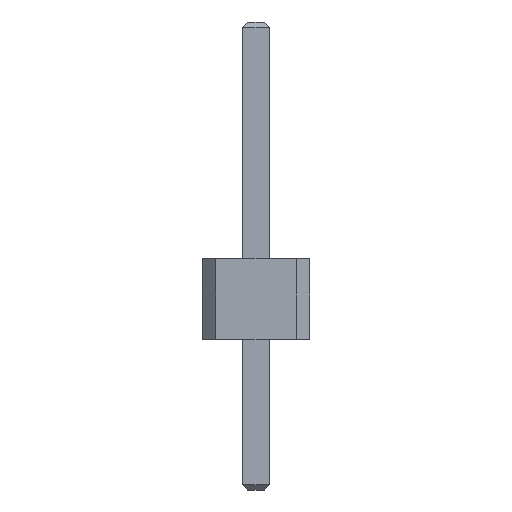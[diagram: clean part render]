
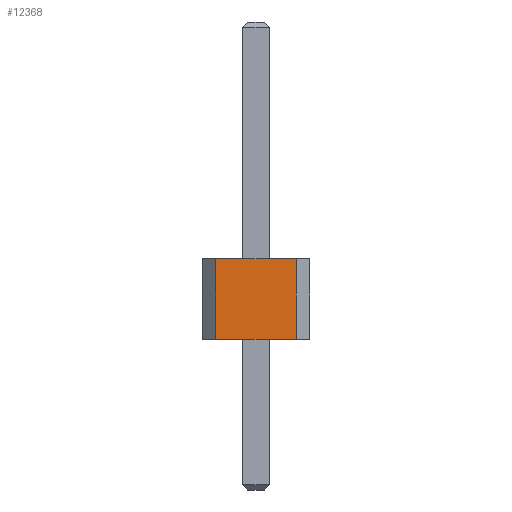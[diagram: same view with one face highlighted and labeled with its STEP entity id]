
A CAD part, front view. The second image highlights one B-rep face of the part: STEP entity #12368.
In plain terms, the highlighted planar face has unit normal (0, -1, 0).
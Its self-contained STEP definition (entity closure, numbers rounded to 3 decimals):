
#44 = PLANE('',#45);
#45 = AXIS2_PLACEMENT_3D('',#46,#47,#48);
#46 = CARTESIAN_POINT('',(-1.,0.75,0.));
#47 = DIRECTION('',(0.,0.,-1.));
#48 = DIRECTION('',(0.,1.,0.));
#100 = PLANE('',#101);
#101 = AXIS2_PLACEMENT_3D('',#102,#103,#104);
#102 = CARTESIAN_POINT('',(-1.,0.75,1.5));
#103 = DIRECTION('',(0.,0.,-1.));
#104 = DIRECTION('',(-1.,0.,0.));
#1673 = VERTEX_POINT('',#1674);
#1674 = CARTESIAN_POINT('',(0.75,-35.,0.));
#1688 = PLANE('',#1689);
#1689 = AXIS2_PLACEMENT_3D('',#1690,#1691,#1692);
#1690 = CARTESIAN_POINT('',(0.875,-34.875,0.));
#1691 = DIRECTION('',(0.707,-0.707,0.));
#1692 = DIRECTION('',(0.,0.,-1.));
#1700 = EDGE_CURVE('',#1701,#1673,#1703,.T.);
#1701 = VERTEX_POINT('',#1702);
#1702 = CARTESIAN_POINT('',(-0.75,-35.,0.));
#1703 = SURFACE_CURVE('',#1704,(#1708,#1715),.PCURVE_S1.);
#1704 = LINE('',#1705,#1706);
#1705 = CARTESIAN_POINT('',(-1.,-35.,0.));
#1706 = VECTOR('',#1707,1.);
#1707 = DIRECTION('',(1.,0.,0.));
#1708 = PCURVE('',#44,#1709);
#1709 = DEFINITIONAL_REPRESENTATION('',(#1710),#1714);
#1710 = LINE('',#1711,#1712);
#1711 = CARTESIAN_POINT('',(-35.75,0.));
#1712 = VECTOR('',#1713,1.);
#1713 = DIRECTION('',(0.,1.));
#1714 = ( GEOMETRIC_REPRESENTATION_CONTEXT(2) 
PARAMETRIC_REPRESENTATION_CONTEXT() REPRESENTATION_CONTEXT('2D SPACE',''
  ) );
#1715 = PCURVE('',#1716,#1721);
#1716 = PLANE('',#1717);
#1717 = AXIS2_PLACEMENT_3D('',#1718,#1719,#1720);
#1718 = CARTESIAN_POINT('',(-1.,-35.,0.));
#1719 = DIRECTION('',(0.,1.,0.));
#1720 = DIRECTION('',(1.,0.,0.));
#1721 = DEFINITIONAL_REPRESENTATION('',(#1722),#1726);
#1722 = LINE('',#1723,#1724);
#1723 = CARTESIAN_POINT('',(0.,0.));
#1724 = VECTOR('',#1725,1.);
#1725 = DIRECTION('',(1.,0.));
#1726 = ( GEOMETRIC_REPRESENTATION_CONTEXT(2) 
PARAMETRIC_REPRESENTATION_CONTEXT() REPRESENTATION_CONTEXT('2D SPACE',''
  ) );
#1744 = PLANE('',#1745);
#1745 = AXIS2_PLACEMENT_3D('',#1746,#1747,#1748);
#1746 = CARTESIAN_POINT('',(-0.875,-34.875,0.));
#1747 = DIRECTION('',(-0.707,-0.707,0.));
#1748 = DIRECTION('',(0.,0.,-1.));
#6414 = VERTEX_POINT('',#6415);
#6415 = CARTESIAN_POINT('',(0.75,-35.,1.5));
#6436 = EDGE_CURVE('',#6437,#6414,#6439,.T.);
#6437 = VERTEX_POINT('',#6438);
#6438 = CARTESIAN_POINT('',(-0.75,-35.,1.5));
#6439 = SURFACE_CURVE('',#6440,(#6444,#6451),.PCURVE_S1.);
#6440 = LINE('',#6441,#6442);
#6441 = CARTESIAN_POINT('',(-1.,-35.,1.5));
#6442 = VECTOR('',#6443,1.);
#6443 = DIRECTION('',(1.,0.,0.));
#6444 = PCURVE('',#100,#6445);
#6445 = DEFINITIONAL_REPRESENTATION('',(#6446),#6450);
#6446 = LINE('',#6447,#6448);
#6447 = CARTESIAN_POINT('',(0.,-35.75));
#6448 = VECTOR('',#6449,1.);
#6449 = DIRECTION('',(-1.,0.));
#6450 = ( GEOMETRIC_REPRESENTATION_CONTEXT(2) 
PARAMETRIC_REPRESENTATION_CONTEXT() REPRESENTATION_CONTEXT('2D SPACE',''
  ) );
#6451 = PCURVE('',#1716,#6452);
#6452 = DEFINITIONAL_REPRESENTATION('',(#6453),#6457);
#6453 = LINE('',#6454,#6455);
#6454 = CARTESIAN_POINT('',(0.,-1.5));
#6455 = VECTOR('',#6456,1.);
#6456 = DIRECTION('',(1.,0.));
#6457 = ( GEOMETRIC_REPRESENTATION_CONTEXT(2) 
PARAMETRIC_REPRESENTATION_CONTEXT() REPRESENTATION_CONTEXT('2D SPACE',''
  ) );
#12348 = EDGE_CURVE('',#1701,#6437,#12349,.T.);
#12349 = SURFACE_CURVE('',#12350,(#12354,#12361),.PCURVE_S1.);
#12350 = LINE('',#12351,#12352);
#12351 = CARTESIAN_POINT('',(-0.75,-35.,0.));
#12352 = VECTOR('',#12353,1.);
#12353 = DIRECTION('',(0.,0.,1.));
#12354 = PCURVE('',#1744,#12355);
#12355 = DEFINITIONAL_REPRESENTATION('',(#12356),#12360);
#12356 = LINE('',#12357,#12358);
#12357 = CARTESIAN_POINT('',(0.,0.177));
#12358 = VECTOR('',#12359,1.);
#12359 = DIRECTION('',(-1.,0.));
#12360 = ( GEOMETRIC_REPRESENTATION_CONTEXT(2) 
PARAMETRIC_REPRESENTATION_CONTEXT() REPRESENTATION_CONTEXT('2D SPACE',''
  ) );
#12361 = PCURVE('',#1716,#12362);
#12362 = DEFINITIONAL_REPRESENTATION('',(#12363),#12367);
#12363 = LINE('',#12364,#12365);
#12364 = CARTESIAN_POINT('',(0.25,0.));
#12365 = VECTOR('',#12366,1.);
#12366 = DIRECTION('',(0.,-1.));
#12367 = ( GEOMETRIC_REPRESENTATION_CONTEXT(2) 
PARAMETRIC_REPRESENTATION_CONTEXT() REPRESENTATION_CONTEXT('2D SPACE',''
  ) );
#12368 = ADVANCED_FACE('',(#12369),#1716,.F.);
#12369 = FACE_BOUND('',#12370,.F.);
#12370 = EDGE_LOOP('',(#12371,#12372,#12373,#12374));
#12371 = ORIENTED_EDGE('',*,*,#1700,.F.);
#12372 = ORIENTED_EDGE('',*,*,#12348,.T.);
#12373 = ORIENTED_EDGE('',*,*,#6436,.T.);
#12374 = ORIENTED_EDGE('',*,*,#12375,.F.);
#12375 = EDGE_CURVE('',#1673,#6414,#12376,.T.);
#12376 = SURFACE_CURVE('',#12377,(#12381,#12388),.PCURVE_S1.);
#12377 = LINE('',#12378,#12379);
#12378 = CARTESIAN_POINT('',(0.75,-35.,0.));
#12379 = VECTOR('',#12380,1.);
#12380 = DIRECTION('',(0.,0.,1.));
#12381 = PCURVE('',#1716,#12382);
#12382 = DEFINITIONAL_REPRESENTATION('',(#12383),#12387);
#12383 = LINE('',#12384,#12385);
#12384 = CARTESIAN_POINT('',(1.75,0.));
#12385 = VECTOR('',#12386,1.);
#12386 = DIRECTION('',(0.,-1.));
#12387 = ( GEOMETRIC_REPRESENTATION_CONTEXT(2) 
PARAMETRIC_REPRESENTATION_CONTEXT() REPRESENTATION_CONTEXT('2D SPACE',''
  ) );
#12388 = PCURVE('',#1688,#12389);
#12389 = DEFINITIONAL_REPRESENTATION('',(#12390),#12394);
#12390 = LINE('',#12391,#12392);
#12391 = CARTESIAN_POINT('',(0.,-0.177));
#12392 = VECTOR('',#12393,1.);
#12393 = DIRECTION('',(-1.,0.));
#12394 = ( GEOMETRIC_REPRESENTATION_CONTEXT(2) 
PARAMETRIC_REPRESENTATION_CONTEXT() REPRESENTATION_CONTEXT('2D SPACE',''
  ) );
